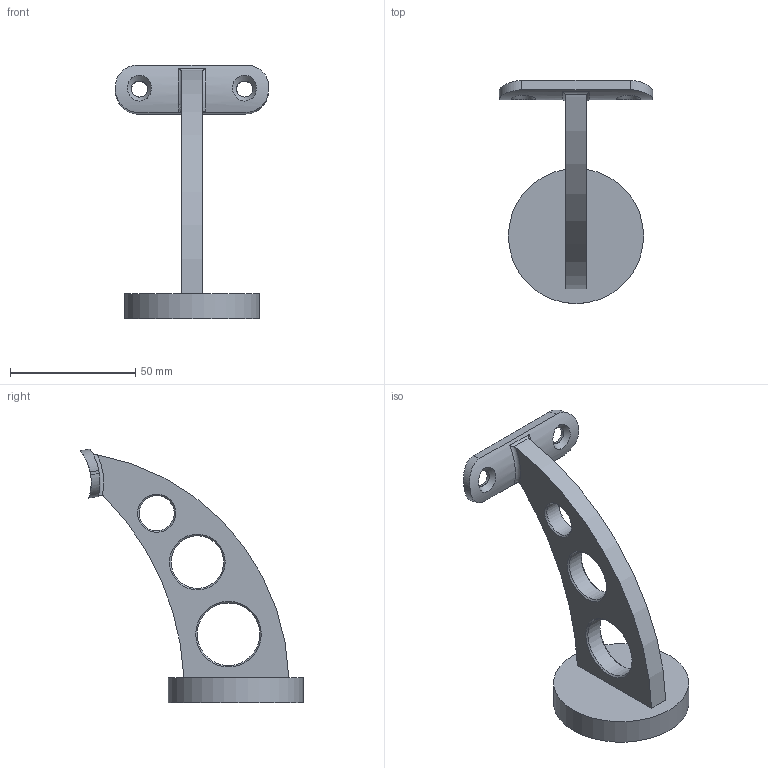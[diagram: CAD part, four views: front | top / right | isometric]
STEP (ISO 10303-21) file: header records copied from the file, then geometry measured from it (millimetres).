
FILE_DESCRIPTION(/* description */ (''),/* implementation_level */ '2;1');
FILE_NAME(/* name */ 'Rohrstuetzen_X163.stp',/* time_stamp */ '2017-07-09T17:24:50+02:00',/* author */ (''),/* organization */ (''),/* preprocessor_version */ 'ST-DEVELOPER v16',/* originating_system */ 'SIEMENS PLM Software NX 11.0',/* authorisation */ '');
FILE_SCHEMA (('AUTOMOTIVE_DESIGN { 1 0 10303 214 3 1 1 1 }'));
Length unit declared in the file: millimetre
Products named in the file (1): Goge0EC46D65tx29
Bounding box: 61.22 x 89.05 x 101.41 mm (x, y, z)
Volume: 39036.1 mm3; surface area: 16984.1 mm2
Topology: 1 solids, 1 shells, 40 faces, 92 edges, 59 vertices
Faces by surface type: cylinder 19, plane 11, cone 6, bspline 2, torus 2
Full cylindrical faces by diameter (mm): 6.5 x2, 7 x2, 14 x1, 21 x1, 25 x1, 50 x1, 54 x1
Entity records: 1813 total; most frequent: CARTESIAN_POINT 918, DIRECTION 169, ORIENTED_EDGE 150, EDGE_CURVE 75, AXIS2_PLACEMENT_3D 74, EDGE_LOOP 71, VERTEX_POINT 58, FACE_BOUND 55
